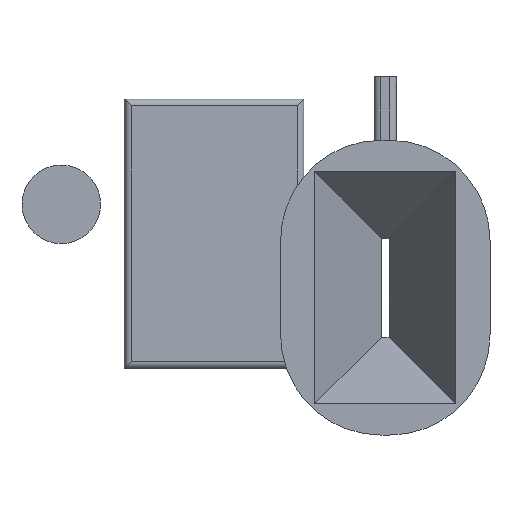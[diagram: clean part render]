
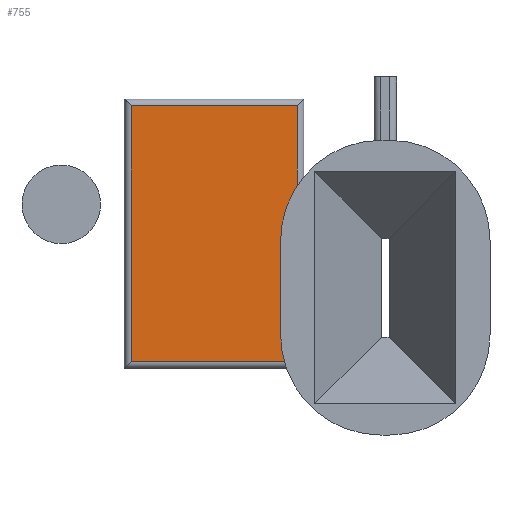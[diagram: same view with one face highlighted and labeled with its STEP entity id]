
A CAD part, top view. The second image highlights one B-rep face of the part: STEP entity #755.
In plain terms, the highlighted planar face has unit normal (0, 0, 1).
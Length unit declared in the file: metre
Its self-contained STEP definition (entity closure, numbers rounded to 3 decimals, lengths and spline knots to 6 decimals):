
#22=LINE('',#1151,#108);
#23=LINE('',#1154,#109);
#24=LINE('',#1156,#110);
#25=LINE('',#1158,#111);
#108=VECTOR('',#925,1.);
#109=VECTOR('',#926,1.);
#110=VECTOR('',#927,1.);
#111=VECTOR('',#928,1.);
#202=PLANE('',#843);
#235=ORIENTED_EDGE('',*,*,#449,.T.);
#236=ORIENTED_EDGE('',*,*,#450,.T.);
#237=ORIENTED_EDGE('',*,*,#451,.T.);
#238=ORIENTED_EDGE('',*,*,#452,.T.);
#449=EDGE_CURVE('',#557,#558,#22,.F.);
#450=EDGE_CURVE('',#558,#559,#23,.T.);
#451=EDGE_CURVE('',#559,#560,#24,.T.);
#452=EDGE_CURVE('',#560,#557,#25,.F.);
#557=VERTEX_POINT('',#1152);
#558=VERTEX_POINT('',#1153);
#559=VERTEX_POINT('',#1155);
#560=VERTEX_POINT('',#1157);
#639=EDGE_LOOP('',(#235,#236,#237,#238));
#691=FACE_BOUND('',#639,.T.);
#755=ADVANCED_FACE('',(#691),#202,.T.);
#843=AXIS2_PLACEMENT_3D('',#1150,#923,#924);
#923=DIRECTION('',(0.,0.,1.));
#924=DIRECTION('',(1.,0.,0.));
#925=DIRECTION('',(0.,-1.,0.));
#926=DIRECTION('',(-1.,0.,0.));
#927=DIRECTION('',(0.,-1.,0.));
#928=DIRECTION('',(-1.,0.,0.));
#1150=CARTESIAN_POINT('',(0.,0.,0.006));
#1151=CARTESIAN_POINT('',(0.037,0.,0.006));
#1152=CARTESIAN_POINT('',(0.037,-0.057,0.006));
#1153=CARTESIAN_POINT('',(0.037,0.057,0.006));
#1154=CARTESIAN_POINT('',(-0.04,0.057,0.006));
#1155=CARTESIAN_POINT('',(-0.037,0.057,0.006));
#1156=CARTESIAN_POINT('',(-0.037,-0.06,0.006));
#1157=CARTESIAN_POINT('',(-0.037,-0.057,0.006));
#1158=CARTESIAN_POINT('',(0.,-0.057,0.006));
